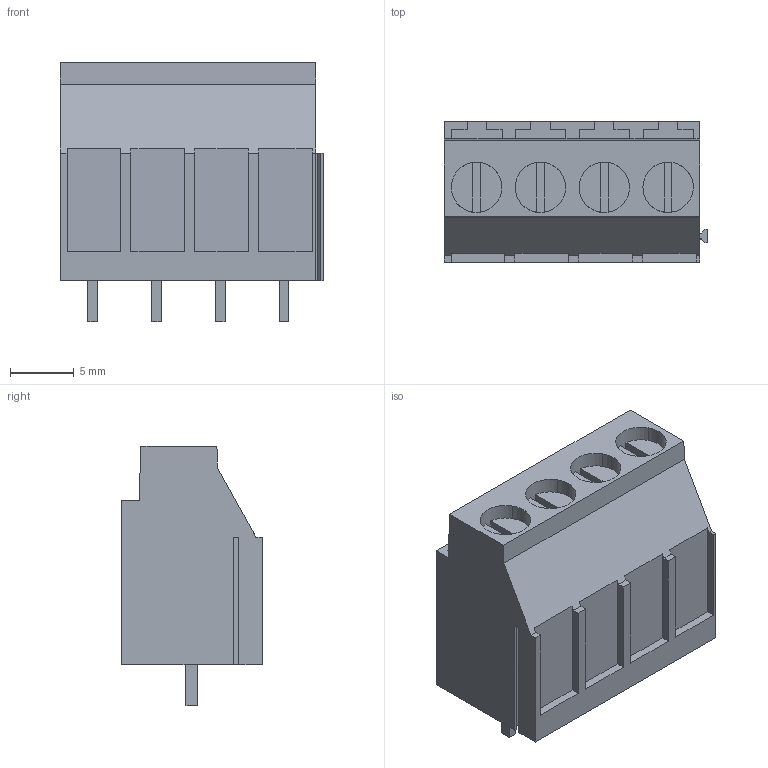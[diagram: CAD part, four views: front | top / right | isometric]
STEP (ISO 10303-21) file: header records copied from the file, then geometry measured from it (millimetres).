
FILE_DESCRIPTION(('CATIA V5 STEP Exchange','CAx-IF Rec.Pracs.--- Model Styling and Organization---1.4--- 2014-01-23'),'2;1');
FILE_NAME ('D1446276_0_1001720000_1001720000.stp','2019-02-28T08:20:40+00:00',('none'),('Weidmueller'),'CATIA Version 5-6 Release 2016 SP3 HF44','CATIA V5 STEP AP214','none');
FILE_SCHEMA(('AUTOMOTIVE_DESIGN { 1 0 10303 214 1 1 1 1 }'));
Length unit declared in the file: millimetre
Products named in the file (1): 1001720000
Bounding box: 20.65 x 11 x 20.3 mm (x, y, z)
Volume: 2899.6 mm3; surface area: 1968.4 mm2
Topology: 1 solids, 1 shells, 203 faces, 547 edges, 362 vertices
Faces by surface type: plane 195, cylinder 8
Entity records: 6144 total; most frequent: CARTESIAN_POINT 1094, ORIENTED_EDGE 1094, DIRECTION 827, EDGE_CURVE 547, VECTOR 515, LINE 515, VERTEX_POINT 362, EDGE_LOOP 219
